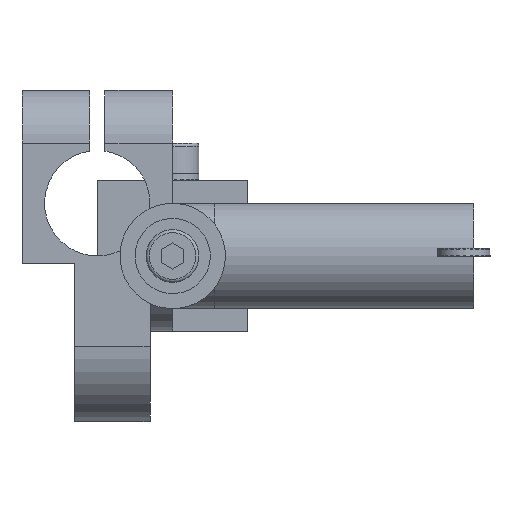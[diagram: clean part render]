
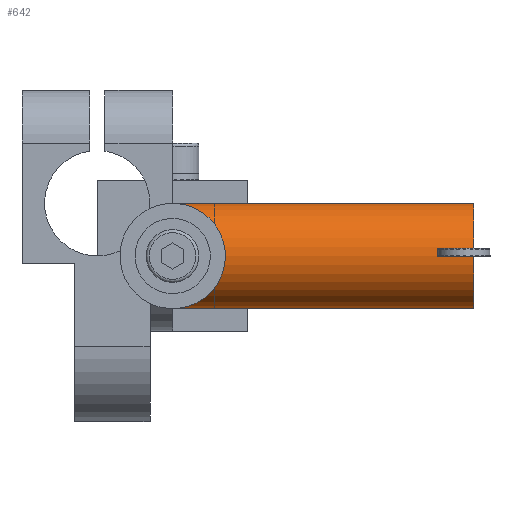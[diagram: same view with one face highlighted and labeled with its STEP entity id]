
A CAD part, left-side view. The second image highlights one B-rep face of the part: STEP entity #642.
In plain terms, the highlighted cylindrical face has radius 7 mm (diameter 14 mm), a full revolution.
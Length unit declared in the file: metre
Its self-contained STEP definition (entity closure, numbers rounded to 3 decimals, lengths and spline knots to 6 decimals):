
#642 = ADVANCED_FACE( '', ( #1356, #1357 ), #1358, .T. );
#1356 = FACE_OUTER_BOUND( '', #1964, .T. );
#1357 = FACE_OUTER_BOUND( '', #1965, .T. );
#1358 = CYLINDRICAL_SURFACE( '', #1966, 0.007 );
#1964 = EDGE_LOOP( '', ( #4120 ) );
#1965 = EDGE_LOOP( '', ( #4121 ) );
#1966 = AXIS2_PLACEMENT_3D( '', #4122, #4123, #4124 );
#4120 = ORIENTED_EDGE( '', *, *, #4953, .T. );
#4121 = ORIENTED_EDGE( '', *, *, #4951, .F. );
#4122 = CARTESIAN_POINT( '', ( 0., -0.04, 0. ) );
#4123 = DIRECTION( '', ( 0., -1., 0. ) );
#4124 = DIRECTION( '', ( 0., 0., 1. ) );
#4951 = EDGE_CURVE( '', #6142, #6142, #6143, .T. );
#4953 = EDGE_CURVE( '', #6146, #6146, #6147, .T. );
#6142 = VERTEX_POINT( '', #7672 );
#6143 = CIRCLE( '', #7673, 0.007 );
#6146 = VERTEX_POINT( '', #7676 );
#6147 = CIRCLE( '', #7677, 0.007 );
#7672 = CARTESIAN_POINT( '', ( 0.007, 0., 0. ) );
#7673 = AXIS2_PLACEMENT_3D( '', #8795, #8796, #8797 );
#7676 = CARTESIAN_POINT( '', ( 0.007, -0.04, 0. ) );
#7677 = AXIS2_PLACEMENT_3D( '', #8801, #8802, #8803 );
#8795 = CARTESIAN_POINT( '', ( 0., 0., 0. ) );
#8796 = DIRECTION( '', ( 0., 1., 0. ) );
#8797 = DIRECTION( '', ( 1., 0., 0. ) );
#8801 = CARTESIAN_POINT( '', ( 0., -0.04, 0. ) );
#8802 = DIRECTION( '', ( 0., 1., 0. ) );
#8803 = DIRECTION( '', ( 1., 0., 0. ) );
